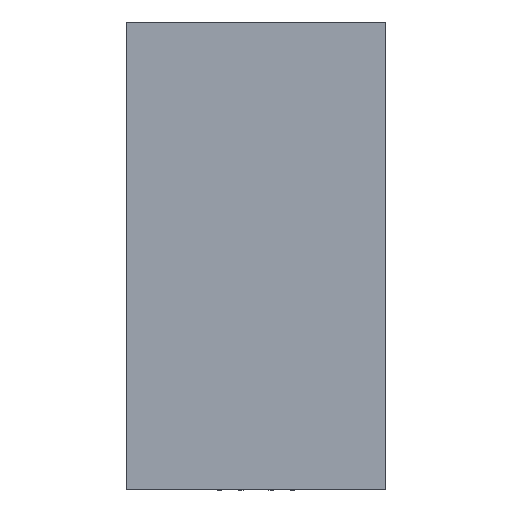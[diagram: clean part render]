
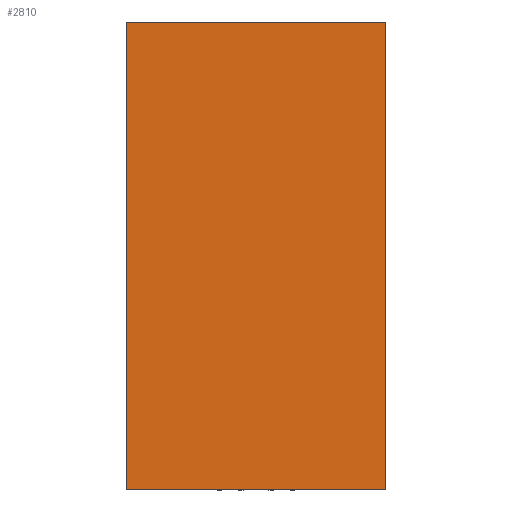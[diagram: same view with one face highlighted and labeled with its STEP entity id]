
A CAD part, top view. The second image highlights one B-rep face of the part: STEP entity #2810.
In plain terms, the highlighted face is planar.
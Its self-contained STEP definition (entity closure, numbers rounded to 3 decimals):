
#29=DIRECTION('',(0.,0.,1.));
#30=VECTOR('',#29,4.5);
#31=CARTESIAN_POINT('',(-1.25,0.975,-2.25));
#32=LINE('',#31,#30);
#37=DIRECTION('',(-1.,0.,0.));
#38=VECTOR('',#37,2.5);
#39=CARTESIAN_POINT('',(1.25,0.975,-2.25));
#40=LINE('',#39,#38);
#44=DIRECTION('',(0.,0.,-1.));
#45=VECTOR('',#44,4.5);
#46=CARTESIAN_POINT('',(1.25,0.975,2.25));
#47=LINE('',#46,#45);
#51=DIRECTION('',(1.,0.,0.));
#52=VECTOR('',#51,2.5);
#53=CARTESIAN_POINT('',(-1.25,0.975,2.25));
#54=LINE('',#53,#52);
#2359=CARTESIAN_POINT('',(-1.25,0.975,-2.25));
#2360=CARTESIAN_POINT('',(-1.25,0.975,2.25));
#2361=VERTEX_POINT('',#2359);
#2362=VERTEX_POINT('',#2360);
#2363=CARTESIAN_POINT('',(1.25,0.975,2.25));
#2364=VERTEX_POINT('',#2363);
#2365=CARTESIAN_POINT('',(1.25,0.975,-2.25));
#2366=VERTEX_POINT('',#2365);
#2795=CARTESIAN_POINT('',(0.,0.975,0.));
#2796=DIRECTION('',(0.,1.,0.));
#2797=DIRECTION('',(1.,0.,0.));
#2798=AXIS2_PLACEMENT_3D('',#2795,#2796,#2797);
#2799=PLANE('',#2798);
#2801=ORIENTED_EDGE('',*,*,#2800,.F.);
#2803=ORIENTED_EDGE('',*,*,#2802,.F.);
#2805=ORIENTED_EDGE('',*,*,#2804,.F.);
#2807=ORIENTED_EDGE('',*,*,#2806,.F.);
#2808=EDGE_LOOP('',(#2801,#2803,#2805,#2807));
#2809=FACE_OUTER_BOUND('',#2808,.F.);
#2800=EDGE_CURVE('',#2361,#2362,#32,.T.);
#2802=EDGE_CURVE('',#2366,#2361,#40,.T.);
#2804=EDGE_CURVE('',#2364,#2366,#47,.T.);
#2806=EDGE_CURVE('',#2362,#2364,#54,.T.);
#2810=ADVANCED_FACE('',(#2809),#2799,.T.);
